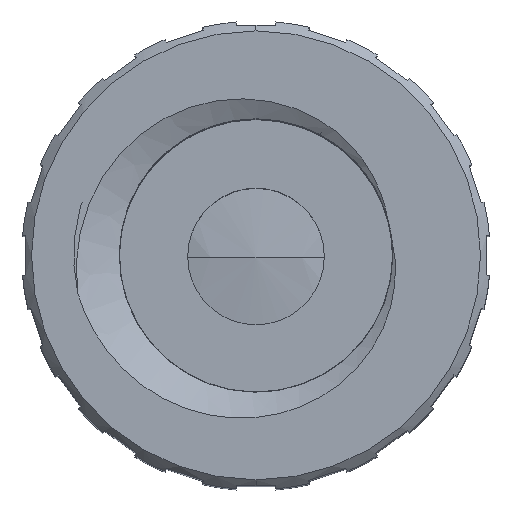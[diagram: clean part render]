
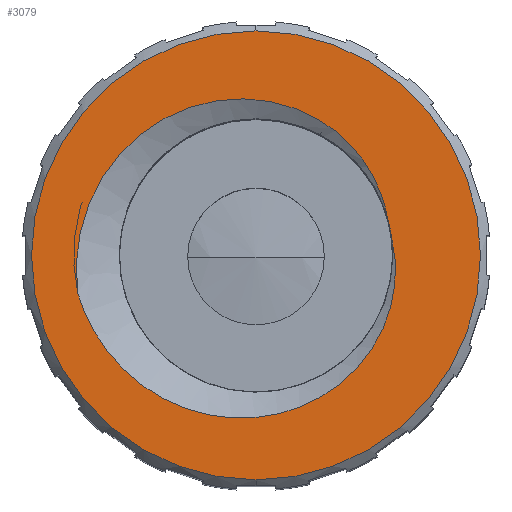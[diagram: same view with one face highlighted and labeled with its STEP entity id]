
A CAD part, top view. The second image highlights one B-rep face of the part: STEP entity #3079.
In plain terms, the highlighted planar face has unit normal (0, 0, 1).
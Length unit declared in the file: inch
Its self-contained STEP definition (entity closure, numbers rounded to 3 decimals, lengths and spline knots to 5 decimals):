
#1=CARTESIAN_POINT('',(0.,0.,0.19448));
#2=DIRECTION('',(0.,0.,1.));
#3=DIRECTION('',(0.,-1.,0.));
#4=AXIS2_PLACEMENT_3D('',#1,#2,#3);
#6=CARTESIAN_POINT('',(0.,0.,0.19448));
#7=DIRECTION('',(0.,0.,1.));
#8=DIRECTION('',(0.,1.,0.));
#9=AXIS2_PLACEMENT_3D('',#6,#7,#8);
#11=CARTESIAN_POINT('',(-0.09138,-0.01922,
0.19448));
#12=CARTESIAN_POINT('',(-0.09204,-0.01402,
0.19448));
#13=CARTESIAN_POINT('',(-0.09247,-0.00372,
0.19448));
#14=CARTESIAN_POINT('',(-0.09051,0.01167,
0.19448));
#15=CARTESIAN_POINT('',(-0.08616,0.02601,
0.19448));
#16=CARTESIAN_POINT('',(-0.07944,0.03953,
0.19448));
#17=CARTESIAN_POINT('',(-0.07056,0.05163,
0.19448));
#18=CARTESIAN_POINT('',(-0.06007,0.06175,
0.19448));
#19=CARTESIAN_POINT('',(-0.04811,0.06991,
0.19448));
#20=CARTESIAN_POINT('',(-0.03518,0.07582,
0.19448));
#21=CARTESIAN_POINT('',(-0.02147,0.07943,
0.19448));
#22=CARTESIAN_POINT('',(-0.00761,0.08063,
0.19448));
#23=CARTESIAN_POINT('',(0.00617,0.07944,0.19448));
#24=CARTESIAN_POINT('',(0.01931,0.07596,0.19448));
#25=CARTESIAN_POINT('',(0.03154,0.07032,0.19448));
#26=CARTESIAN_POINT('',(0.04258,0.06263,0.19448));
#27=CARTESIAN_POINT('',(0.05189,0.05331,0.19448));
#28=CARTESIAN_POINT('',(0.05927,0.04273,0.19448));
#29=CARTESIAN_POINT('',(0.06468,0.03098,0.19448));
#30=CARTESIAN_POINT('',(0.06676,0.02289,0.19448));
#31=CARTESIAN_POINT('',(0.06744,0.01874,0.19448));
#33=CARTESIAN_POINT('',(0.06928,0.01002,0.19448));
#34=CARTESIAN_POINT('',(0.07006,0.007,0.19448));
#35=CARTESIAN_POINT('',(0.07119,0.00092,0.19448));
#36=CARTESIAN_POINT('',(0.07169,-0.00841,
0.19448));
#37=CARTESIAN_POINT('',(0.07098,-0.0176,
0.19448));
#38=CARTESIAN_POINT('',(0.06912,-0.0267,
0.19448));
#39=CARTESIAN_POINT('',(0.06592,-0.03603,
0.19448));
#40=CARTESIAN_POINT('',(0.06111,-0.04559,
0.19448));
#41=CARTESIAN_POINT('',(0.05415,-0.05544,
0.19448));
#42=CARTESIAN_POINT('',(0.04481,-0.06484,
0.19448));
#43=CARTESIAN_POINT('',(0.03388,-0.07257,
0.19448));
#44=CARTESIAN_POINT('',(0.0217,-0.0784,
0.19448));
#45=CARTESIAN_POINT('',(0.00871,-0.08214,
0.19448));
#46=CARTESIAN_POINT('',(-0.00494,-0.08371,
0.19448));
#47=CARTESIAN_POINT('',(-0.01877,-0.083,
0.19448));
#48=CARTESIAN_POINT('',(-0.0326,-0.07998,
0.19448));
#49=CARTESIAN_POINT('',(-0.04599,-0.07458,
0.19448));
#50=CARTESIAN_POINT('',(-0.05827,-0.06707,
0.19448));
#51=CARTESIAN_POINT('',(-0.06928,-0.0576,
0.19448));
#52=CARTESIAN_POINT('',(-0.07881,-0.04618,
0.19448));
#53=CARTESIAN_POINT('',(-0.08639,-0.03325,
0.19448));
#54=CARTESIAN_POINT('',(-0.08996,-0.02402,
0.19448));
#55=CARTESIAN_POINT('',(-0.09138,-0.01922,
0.19448));
#1587=CARTESIAN_POINT('',(0.,0.,0.19448));
#1588=DIRECTION('',(0.,0.,-1.));
#1589=DIRECTION('',(0.963,0.268,0.));
#1590=AXIS2_PLACEMENT_3D('',#1587,#1588,#1589);
#2717=CARTESIAN_POINT('',(0.,-0.115,0.19448));
#2718=CARTESIAN_POINT('',(0.,0.115,0.19448));
#2719=VERTEX_POINT('',#2717);
#2720=VERTEX_POINT('',#2718);
#2725=VERTEX_POINT('',#11);
#2726=VERTEX_POINT('',#31);
#2727=VERTEX_POINT('',#33);
#3060=CARTESIAN_POINT('',(0.,0.,0.19448));
#3061=DIRECTION('',(0.,0.,1.));
#3062=DIRECTION('',(0.,1.,0.));
#3063=AXIS2_PLACEMENT_3D('',#3060,#3061,#3062);
#3064=PLANE('',#3063);
#3066=ORIENTED_EDGE('',*,*,#3065,.F.);
#3068=ORIENTED_EDGE('',*,*,#3067,.F.);
#3069=EDGE_LOOP('',(#3066,#3068));
#3070=FACE_OUTER_BOUND('',#3069,.F.);
#3072=ORIENTED_EDGE('',*,*,#3071,.F.);
#3074=ORIENTED_EDGE('',*,*,#3073,.F.);
#3076=ORIENTED_EDGE('',*,*,#3075,.F.);
#3077=EDGE_LOOP('',(#3072,#3074,#3076));
#3078=FACE_BOUND('',#3077,.F.);
#3079=ADVANCED_FACE('',(#3070,#3078),#3064,.T.);
#5=CIRCLE('',#4,0.115);
#10=CIRCLE('',#9,0.115);
#32=B_SPLINE_CURVE_WITH_KNOTS('',3,(#11,#12,#13,#14,#15,#16,#17,#18,#19,#20,#21,
#22,#23,#24,#25,#26,#27,#28,#29,#30,#31),.UNSPECIFIED.,.F.,.F.,(4,1,1,1,1,1,1,1,
1,1,1,1,1,1,1,1,1,1,4),(0.,0.05556,0.11111,
0.16667,0.22222,0.27778,0.33333,
0.38889,0.44444,0.5,0.55556,0.61111,
0.66667,0.72222,0.77778,0.83333,
0.88889,0.94444,1.),.UNSPECIFIED.);
#56=B_SPLINE_CURVE_WITH_KNOTS('',3,(#33,#34,#35,#36,#37,#38,#39,#40,#41,#42,#43,
#44,#45,#46,#47,#48,#49,#50,#51,#52,#53,#54,#55),.UNSPECIFIED.,.F.,.F.,(4,1,1,1,
1,1,1,1,1,1,1,1,1,1,1,1,1,1,1,1,4),(0.,0.05,0.1,0.15,0.2,0.25,0.3,
0.35,0.4,0.45,0.5,0.55,0.6,0.65,0.7,0.75,0.8,0.85,0.9,
0.95,1.),.UNSPECIFIED.);
#1591=CIRCLE('',#1590,0.07);
#3065=EDGE_CURVE('',#2719,#2720,#5,.T.);
#3067=EDGE_CURVE('',#2720,#2719,#10,.T.);
#3071=EDGE_CURVE('',#2725,#2726,#32,.T.);
#3073=EDGE_CURVE('',#2727,#2725,#56,.T.);
#3075=EDGE_CURVE('',#2726,#2727,#1591,.T.);
